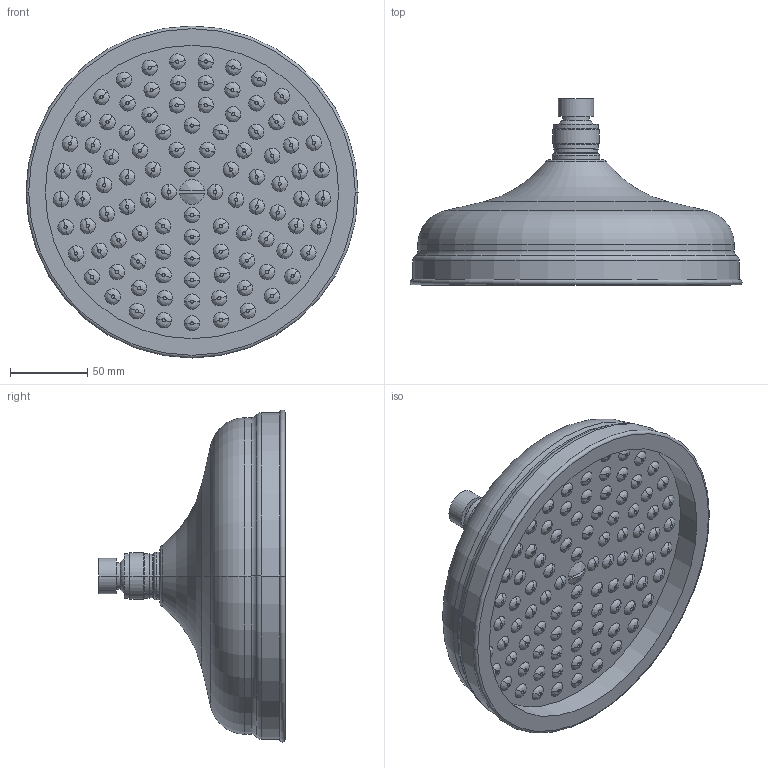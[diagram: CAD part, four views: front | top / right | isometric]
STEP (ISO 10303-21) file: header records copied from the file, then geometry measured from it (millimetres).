
FILE_DESCRIPTION((''),'2;1');
FILE_NAME('ZSOF046CR','2021-11-15T14:49:42',('ut3'),('PAFFONI SpA'),'CREO PARAMETRIC BY PTC INC, 2020044','CREO PARAMETRIC BY PTC INC, 2020044','');
FILE_SCHEMA(('CONFIG_CONTROL_DESIGN','SHAPE_APPEARANCE_LAYERS_GROUPS'));
Length unit declared in the file: millimetre
Products named in the file (1): ZSOF046CR
Bounding box: 215 x 120.5 x 215 mm (x, y, z)
Volume: 1369407.4 mm3; surface area: 115882.1 mm2
Topology: 1 solids, 1 shells, 690 faces, 1392 edges, 916 vertices
Faces by surface type: cylinder 234, plane 226, bspline 202, torus 16, cone 12
Entity records: 28222 total; most frequent: CARTESIAN_POINT 8500, DIRECTION 3472, ORIENTED_EDGE 2784, AXIS2_PLACEMENT_3D 1594, EDGE_CURVE 1392, CIRCLE 1106, VERTEX_POINT 916, EDGE_LOOP 902
